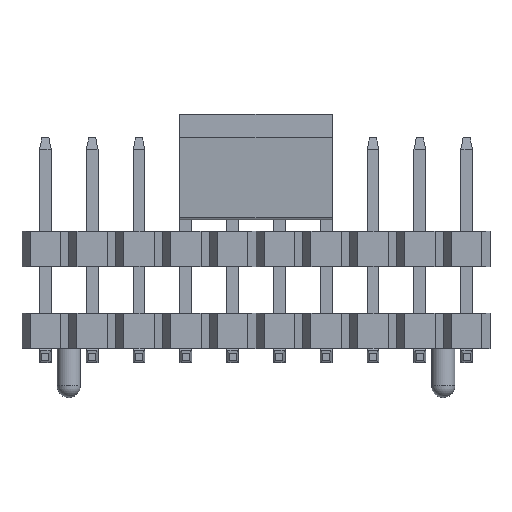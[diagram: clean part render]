
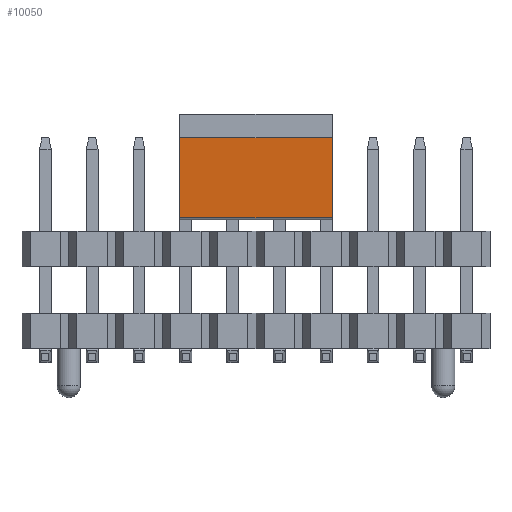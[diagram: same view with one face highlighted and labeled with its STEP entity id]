
A CAD part, top view. The second image highlights one B-rep face of the part: STEP entity #10050.
In plain terms, the highlighted planar face has unit normal (0, -0.07, 0.998).
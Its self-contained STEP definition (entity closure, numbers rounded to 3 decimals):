
#9761=CARTESIAN_POINT('',(5.75,5.593,2.112));
#9762=VERTEX_POINT('',#9761);
#9770=CARTESIAN_POINT('',(5.75,9.,2.35));
#9771=VERTEX_POINT('',#9770);
#9772=CARTESIAN_POINT('',(5.75,5.593,2.112));
#9773=DIRECTION('',(0.,0.998,0.07));
#9774=VECTOR('',#9773,3.415);
#9775=LINE('',#9772,#9774);
#9776=EDGE_CURVE('',#9762,#9771,#9775,.T.);
#9908=CARTESIAN_POINT('',(12.25,9.,2.35));
#9909=VERTEX_POINT('',#9908);
#9925=CARTESIAN_POINT('',(5.75,9.,2.35));
#9926=DIRECTION('',(1.,0.,0.));
#9927=VECTOR('',#9926,6.5);
#9928=LINE('',#9925,#9927);
#9929=EDGE_CURVE('',#9771,#9909,#9928,.T.);
#10027=CARTESIAN_POINT('',(5.75,9.,2.35));
#10028=DIRECTION('',(0.,-0.998,-0.07));
#10029=DIRECTION('',(0.,-0.07,0.998));
#10030=AXIS2_PLACEMENT_3D('',#10027,#10029,#10028);
#10031=PLANE('',#10030);
#10032=ORIENTED_EDGE('',*,*,#9776,.F.);
#10033=CARTESIAN_POINT('',(12.25,5.593,2.112));
#10034=VERTEX_POINT('',#10033);
#10035=CARTESIAN_POINT('',(5.75,5.593,2.112));
#10036=DIRECTION('',(1.,0.,0.));
#10037=VECTOR('',#10036,6.5);
#10038=LINE('',#10035,#10037);
#10039=EDGE_CURVE('',#9762,#10034,#10038,.T.);
#10040=ORIENTED_EDGE('',*,*,#10039,.T.);
#10041=CARTESIAN_POINT('',(12.25,5.593,2.112));
#10042=DIRECTION('',(0.,0.998,0.07));
#10043=VECTOR('',#10042,3.415);
#10044=LINE('',#10041,#10043);
#10045=EDGE_CURVE('',#10034,#9909,#10044,.T.);
#10046=ORIENTED_EDGE('',*,*,#10045,.T.);
#10047=ORIENTED_EDGE('',*,*,#9929,.F.);
#10048=EDGE_LOOP('',(#10032,#10040,#10046,#10047));
#10049=FACE_OUTER_BOUND('',#10048,.T.);
#10050=ADVANCED_FACE('',(#10049),#10031,.T.);
